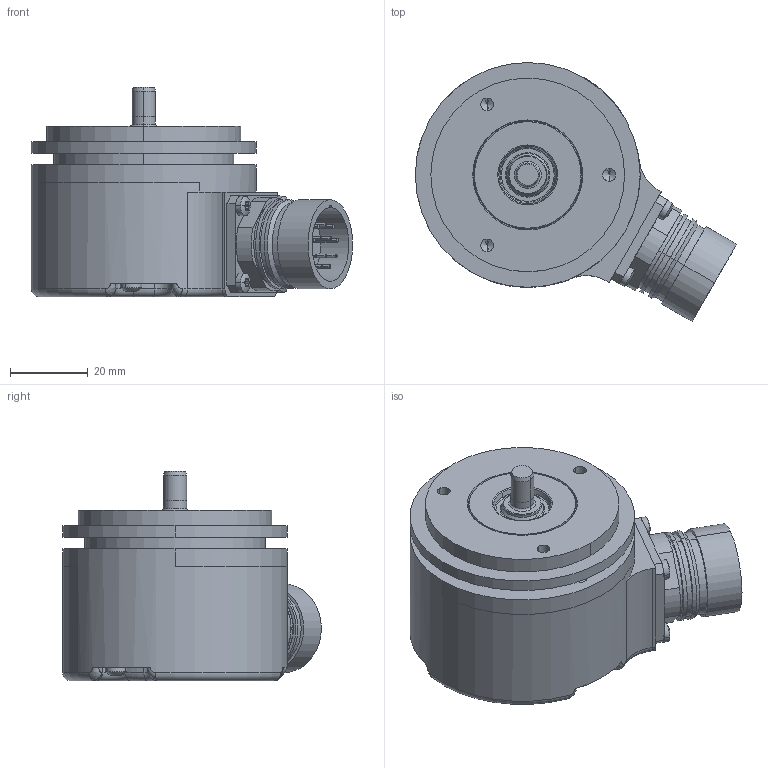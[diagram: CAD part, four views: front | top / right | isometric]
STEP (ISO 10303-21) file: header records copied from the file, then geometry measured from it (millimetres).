
FILE_DESCRIPTION((''),'2;1');
FILE_NAME('517597','2010-11-10T',('se2802'),(''),'PRO/ENGINEER BY PARAMETRIC TECHNOLOGY CORPORATION, 2010180','PRO/ENGINEER BY PARAMETRIC TECHNOLOGY CORPORATION, 2010180','');
FILE_SCHEMA(('CONFIG_CONTROL_DESIGN'));
Products named in the file (1): 517597
Bounding box: 82.9 x 66.76 x 54 mm (x, y, z)
Volume: 73112.8 mm3; surface area: 42426.9 mm2
Topology: 1 solids, 3 shells, 1536 faces, 4195 edges, 2722 vertices
Faces by surface type: cylinder 559, plane 484, extrusion 324, torus 77, cone 66, sphere 20, bspline 6
Entity records: 54747 total; most frequent: CARTESIAN_POINT 16148, ORIENTED_EDGE 8374, DIRECTION 7540, EDGE_CURVE 4187, AXIS2_PLACEMENT_3D 2771, VERTEX_POINT 2722, VECTOR 1998, EDGE_LOOP 1687
